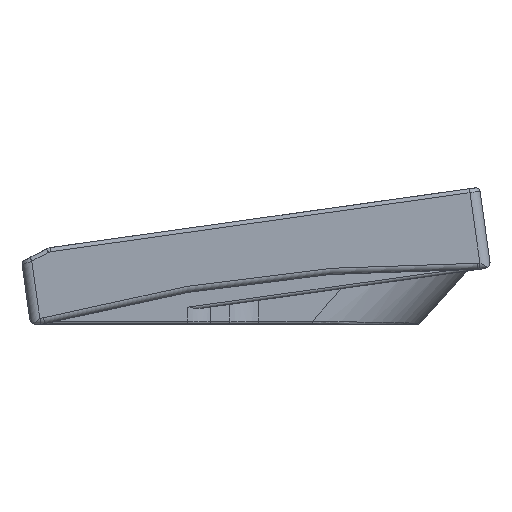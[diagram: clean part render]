
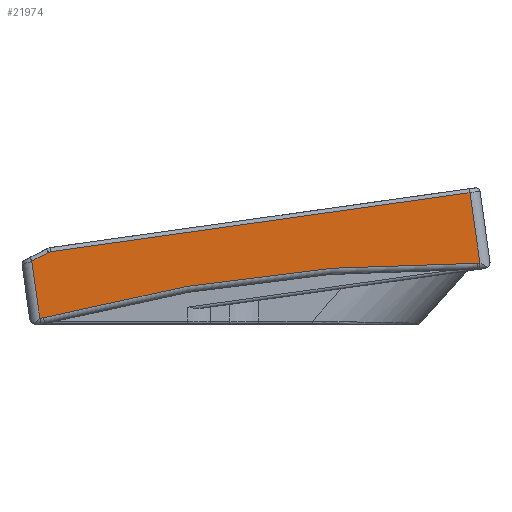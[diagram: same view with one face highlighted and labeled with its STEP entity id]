
A CAD part, left-side view. The second image highlights one B-rep face of the part: STEP entity #21974.
In plain terms, the highlighted planar face has unit normal (-1, 0, 0).
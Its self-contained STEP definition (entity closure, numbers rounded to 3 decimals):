
#400=PLANE('',#23226);
#948=LINE('',#32360,#3049);
#951=LINE('',#32370,#3052);
#955=LINE('',#32379,#3056);
#956=LINE('',#32399,#3057);
#957=LINE('',#32401,#3058);
#958=LINE('',#32408,#3059);
#3049=VECTOR('',#25577,10.);
#3052=VECTOR('',#25590,10.);
#3056=VECTOR('',#25598,10.);
#3057=VECTOR('',#25601,10.);
#3058=VECTOR('',#25602,10.);
#3059=VECTOR('',#25609,10.);
#5705=FACE_OUTER_BOUND('',#6929,.T.);
#6929=EDGE_LOOP('',(#15171,#15172,#15173,#15174,#15175,#15176,#15177,#15178,
#15179,#15180));
#8472=CIRCLE('',#23221,2.);
#8474=CIRCLE('',#23227,2.5);
#8475=CIRCLE('',#23228,397.624);
#8476=CIRCLE('',#23229,2.5);
#9536=VERTEX_POINT('',#32276);
#9555=VERTEX_POINT('',#32352);
#9557=VERTEX_POINT('',#32358);
#9559=VERTEX_POINT('',#32364);
#9562=VERTEX_POINT('',#32378);
#9564=VERTEX_POINT('',#32398);
#9565=VERTEX_POINT('',#32400);
#9566=VERTEX_POINT('',#32402);
#9567=VERTEX_POINT('',#32404);
#9568=VERTEX_POINT('',#32406);
#11761=EDGE_CURVE('',#9557,#9555,#948,.T.);
#11764=EDGE_CURVE('',#9559,#9557,#8472,.T.);
#11767=EDGE_CURVE('',#9536,#9559,#951,.T.);
#11771=EDGE_CURVE('',#9555,#9562,#955,.T.);
#11774=EDGE_CURVE('',#9564,#9536,#956,.T.);
#11775=EDGE_CURVE('',#9565,#9564,#957,.T.);
#11776=EDGE_CURVE('',#9566,#9565,#8474,.T.);
#11777=EDGE_CURVE('',#9567,#9566,#8475,.T.);
#11778=EDGE_CURVE('',#9568,#9567,#8476,.T.);
#11779=EDGE_CURVE('',#9562,#9568,#958,.T.);
#15171=ORIENTED_EDGE('',*,*,#11761,.F.);
#15172=ORIENTED_EDGE('',*,*,#11764,.F.);
#15173=ORIENTED_EDGE('',*,*,#11767,.F.);
#15174=ORIENTED_EDGE('',*,*,#11774,.F.);
#15175=ORIENTED_EDGE('',*,*,#11775,.F.);
#15176=ORIENTED_EDGE('',*,*,#11776,.F.);
#15177=ORIENTED_EDGE('',*,*,#11777,.F.);
#15178=ORIENTED_EDGE('',*,*,#11778,.F.);
#15179=ORIENTED_EDGE('',*,*,#11779,.F.);
#15180=ORIENTED_EDGE('',*,*,#11771,.F.);
#21974=ADVANCED_FACE('',(#5705),#400,.T.);
#23221=AXIS2_PLACEMENT_3D('',#32366,#25583,#25584);
#23226=AXIS2_PLACEMENT_3D('',#32397,#25599,#25600);
#23227=AXIS2_PLACEMENT_3D('',#32403,#25603,#25604);
#23228=AXIS2_PLACEMENT_3D('',#32405,#25605,#25606);
#23229=AXIS2_PLACEMENT_3D('',#32407,#25607,#25608);
#25577=DIRECTION('',(0.,-0.99,0.139));
#25583=DIRECTION('center_axis',(1.,0.,0.));
#25584=DIRECTION('ref_axis',(0.,0.306,0.952));
#25590=DIRECTION('',(0.,-0.886,0.464));
#25598=DIRECTION('',(0.,-0.139,-0.99));
#25599=DIRECTION('center_axis',(-1.,0.,0.));
#25600=DIRECTION('ref_axis',(0.,0.99,-0.139));
#25601=DIRECTION('',(0.,0.139,0.99));
#25602=DIRECTION('',(0.,1.,0.));
#25603=DIRECTION('center_axis',(1.,0.,0.));
#25604=DIRECTION('ref_axis',(0.,-0.13,-0.992));
#25605=DIRECTION('center_axis',(-1.,0.,0.));
#25606=DIRECTION('ref_axis',(0.,0.124,0.992));
#25607=DIRECTION('center_axis',(1.,0.,0.));
#25608=DIRECTION('ref_axis',(0.,-0.064,-0.998));
#25609=DIRECTION('',(0.,0.99,-0.139));
#32276=CARTESIAN_POINT('',(-289.75,4.467,-10.852));
#32352=CARTESIAN_POINT('',(-289.75,-103.438,5.999));
#32358=CARTESIAN_POINT('',(-289.75,-0.272,-8.5));
#32360=CARTESIAN_POINT('',(-289.75,-74.981,1.999));
#32364=CARTESIAN_POINT('',(-289.75,0.378,-8.709));
#32366=CARTESIAN_POINT('Origin',(-289.75,-0.55,-10.481));
#32370=CARTESIAN_POINT('',(-289.75,-43.147,14.097));
#32378=CARTESIAN_POINT('',(-289.75,-105.874,-11.331));
#32379=CARTESIAN_POINT('',(-289.75,-103.299,6.989));
#32397=CARTESIAN_POINT('Origin',(-289.75,-105.775,7.337));
#32398=CARTESIAN_POINT('',(-289.75,2.495,-24.881));
#32399=CARTESIAN_POINT('',(-289.75,4.838,-8.209));
#32400=CARTESIAN_POINT('',(-289.75,2.267,-24.881));
#32401=CARTESIAN_POINT('',(-289.75,-98.308,-24.881));
#32402=CARTESIAN_POINT('',(-289.75,1.623,-24.797));
#32403=CARTESIAN_POINT('Origin',(-289.75,2.267,-22.381));
#32404=CARTESIAN_POINT('',(-289.75,-105.345,-11.377));
#32405=CARTESIAN_POINT('Origin',(-289.75,-100.902,-408.976));
#32406=CARTESIAN_POINT('',(-289.75,-105.72,-11.352));
#32407=CARTESIAN_POINT('Origin',(-289.75,-105.372,-8.877));
#32408=CARTESIAN_POINT('',(-289.75,-108.35,-10.983));
